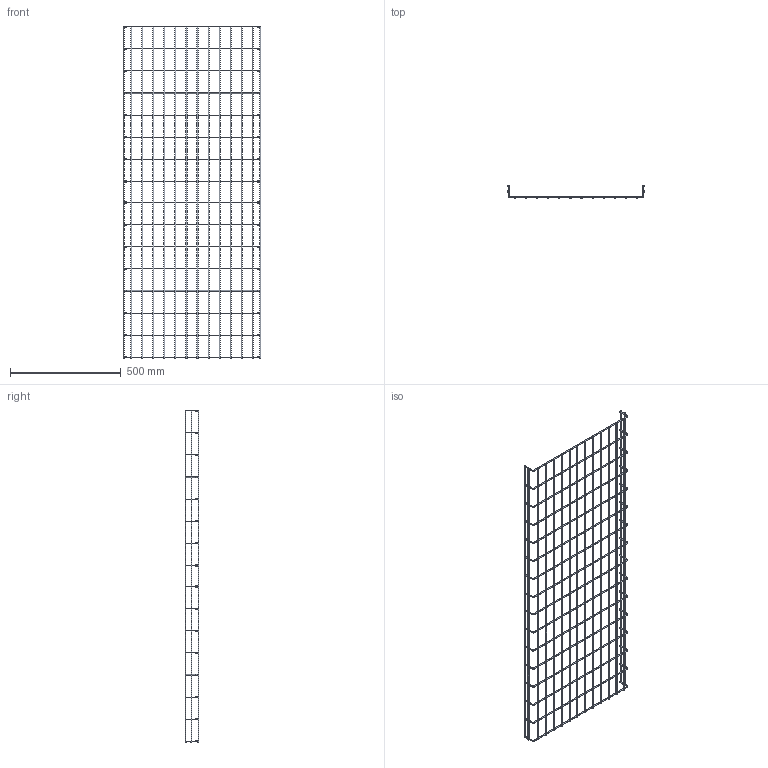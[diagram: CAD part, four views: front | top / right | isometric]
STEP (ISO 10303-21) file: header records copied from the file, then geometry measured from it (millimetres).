
FILE_DESCRIPTION (( 'STEP AP214' ), '1' );
FILE_NAME ('00406770_3D.STEP', '2022-02-09T15:57:33', ( '' ), ( '' ), 'SwSTEP 2.0', 'SolidWorks 2021', '' );
FILE_SCHEMA (( 'AUTOMOTIVE_DESIGN' ));
Length unit declared in the file: millimetre
Products named in the file (3): 00406770_3D; Length^00406770; Cross piece^00406770
Assembly tree (32 placements, depth 2):
  00406770_3D
    Cross piece^00406770  x16
    Length^00406770  x16
Bounding box: 620 x 59.98 x 1500 mm (x, y, z)
Volume: 692369.3 mm3; surface area: 555194.6 mm2
Topology: 32 solids, 32 shells, 256 faces, 448 edges, 256 vertices
Faces by surface type: cylinder 128, torus 64, plane 64
Entity records: 734 total; most frequent: DIRECTION 142, CARTESIAN_POINT 107, AXIS2_PLACEMENT_3D 67, ORIENTED_EDGE 56, PRODUCT_DEFINITION_SHAPE 35, ITEM_DEFINED_TRANSFORMATION 32, CONTEXT_DEPENDENT_SHAPE_REPRESENTATION 32, NEXT_ASSEMBLY_USAGE_OCCURRENCE 32
